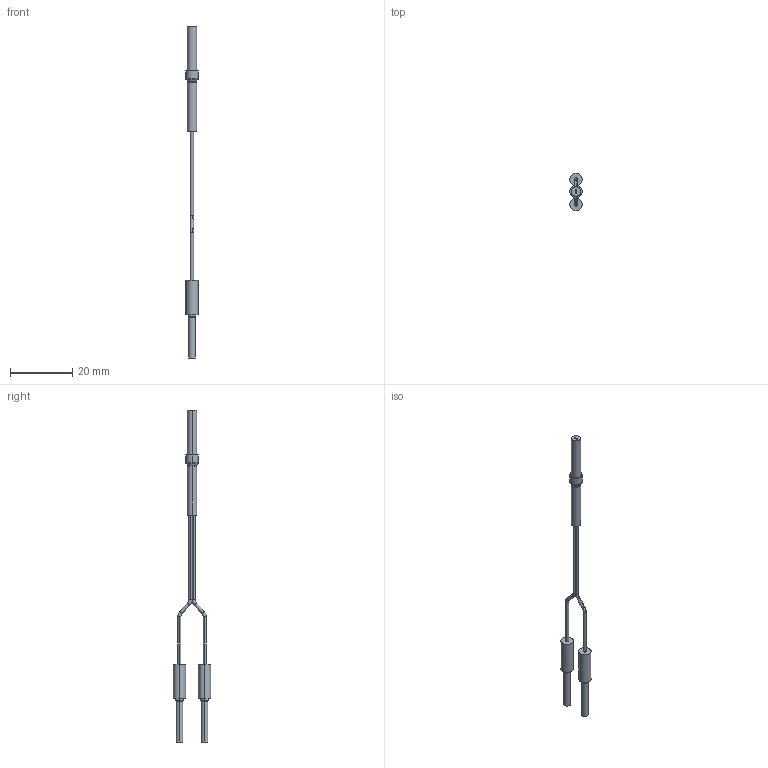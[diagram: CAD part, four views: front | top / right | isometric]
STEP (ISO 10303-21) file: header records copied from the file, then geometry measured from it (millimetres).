
FILE_DESCRIPTION (( 'STEP AP214' ), '1' );
FILE_NAME ('FOACAMPDW32Q_3D.step', '2023-07-24T19:05:53', ( '' ), ( '' ), 'SwSTEP 2.0', 'SolidWorks 2022', '' );
FILE_SCHEMA (( 'AUTOMOTIVE_DESIGN' ));
Length unit declared in the file: millimetre
Products named in the file (1): FOACAMPDW32Q_3D
Bounding box: 4 x 12.1 x 107 mm (x, y, z)
Volume: 676.1 mm3; surface area: 1453.3 mm2
Topology: 2 solids, 2 shells, 74 faces, 154 edges, 92 vertices
Faces by surface type: cylinder 38, torus 16, plane 12, cone 8
Entity records: 2785 total; most frequent: DIRECTION 412, CARTESIAN_POINT 321, ORIENTED_EDGE 308, AXIS2_PLACEMENT_3D 183, EDGE_CURVE 154, CIRCLE 108, VERTEX_POINT 92, EDGE_LOOP 84
